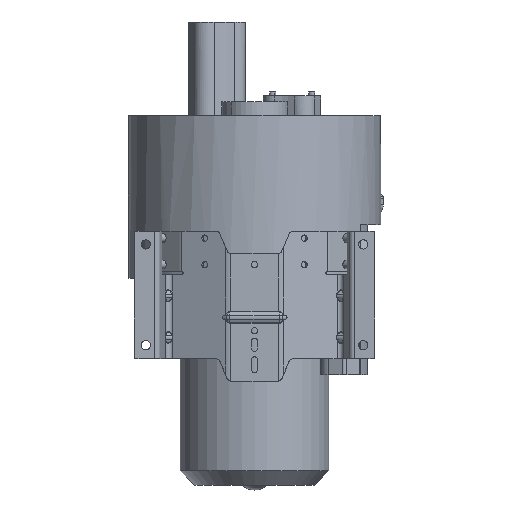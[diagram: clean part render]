
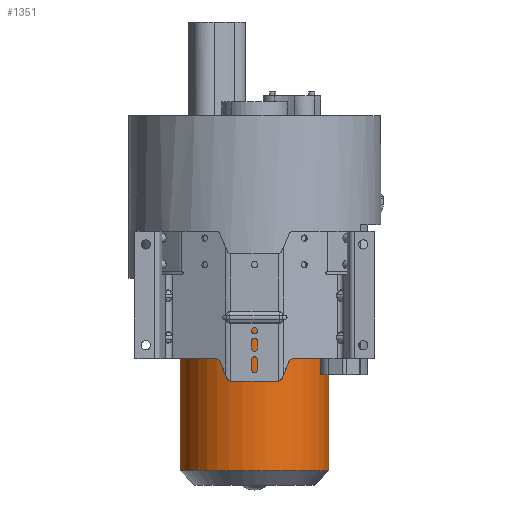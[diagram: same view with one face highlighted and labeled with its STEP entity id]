
A CAD part, front view. The second image highlights one B-rep face of the part: STEP entity #1351.
In plain terms, the highlighted cylindrical face has radius 112 mm (diameter 224 mm), a partial arc.
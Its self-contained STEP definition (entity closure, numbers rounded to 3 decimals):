
#701=FACE_OUTER_BOUND('',#4468,.T.);
#1351=ADVANCED_FACE('',(#701),#1964,.T.);
#1964=CYLINDRICAL_SURFACE('',#12250,112.);
#2332=CIRCLE('',#12139,112.);
#2374=CIRCLE('',#12249,112.);
#2794=LINE('',#16913,#3556);
#2795=LINE('',#16914,#3557);
#3556=VECTOR('',#13502,1.);
#3557=VECTOR('',#13503,1.);
#4468=EDGE_LOOP('',(#5807,#5808,#5809,#5810));
#5807=ORIENTED_EDGE('',*,*,#9993,.F.);
#5808=ORIENTED_EDGE('',*,*,#10070,.T.);
#5809=ORIENTED_EDGE('',*,*,#9994,.T.);
#5810=ORIENTED_EDGE('',*,*,#10306,.T.);
#8780=VERTEX_POINT('',#16741);
#8781=VERTEX_POINT('',#16743);
#8833=VERTEX_POINT('',#16911);
#8834=VERTEX_POINT('',#16912);
#9993=EDGE_CURVE('',#8834,#8781,#2794,.T.);
#9994=EDGE_CURVE('',#8833,#8780,#2795,.T.);
#10070=EDGE_CURVE('',#8834,#8833,#2332,.T.);
#10306=EDGE_CURVE('',#8780,#8781,#2374,.T.);
#12139=AXIS2_PLACEMENT_3D('',#17090,#13632,#13633);
#12249=AXIS2_PLACEMENT_3D('',#18115,#13962,#13963);
#12250=AXIS2_PLACEMENT_3D('',#18116,#13964,#13965);
#13502=DIRECTION('',(0.,0.,-1.));
#13503=DIRECTION('',(0.,0.,-1.));
#13632=DIRECTION('',(0.,0.,-1.));
#13633=DIRECTION('',(-1.,0.,0.));
#13962=DIRECTION('',(0.,0.,1.));
#13963=DIRECTION('',(-1.,0.,0.));
#13964=DIRECTION('',(0.,0.,-1.));
#13965=DIRECTION('',(1.,0.,0.));
#16741=CARTESIAN_POINT('',(-112.,0.,-331.));
#16743=CARTESIAN_POINT('',(112.,0.,-331.));
#16911=CARTESIAN_POINT('',(-112.,0.,-40.8));
#16912=CARTESIAN_POINT('',(112.,0.,-40.8));
#16913=CARTESIAN_POINT('',(112.,0.,-40.8));
#16914=CARTESIAN_POINT('',(-112.,0.,-40.8));
#17090=CARTESIAN_POINT('',(0.,0.,-40.8));
#18115=CARTESIAN_POINT('',(0.,0.,-331.));
#18116=CARTESIAN_POINT('',(0.,0.,-40.8));
